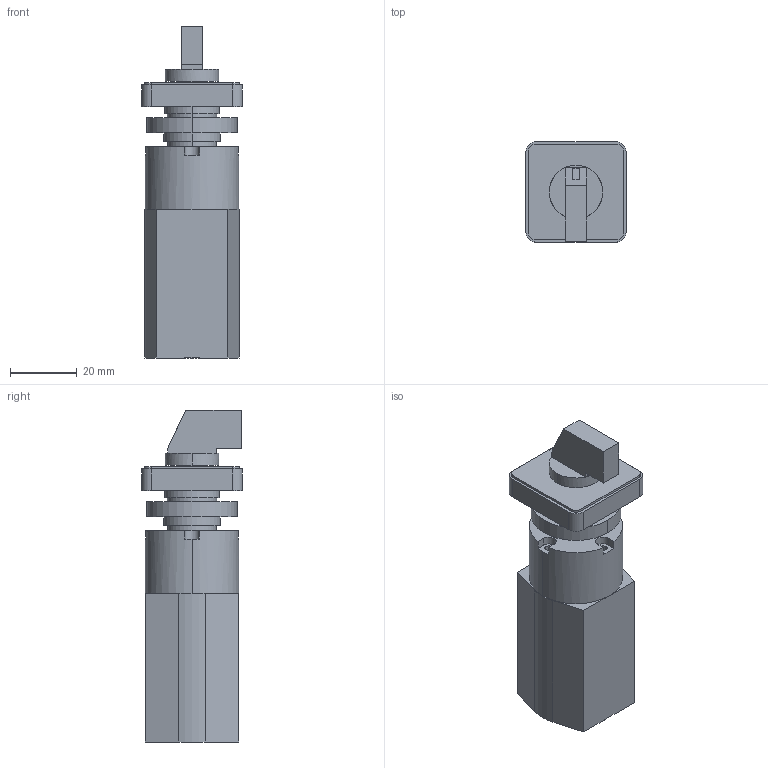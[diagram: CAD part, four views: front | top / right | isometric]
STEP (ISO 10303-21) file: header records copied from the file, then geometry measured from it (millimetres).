
FILE_DESCRIPTION((''),'2;1');
FILE_NAME('K10F003UCH-3D_ASM','2021-03-11T11:09:26',('SESA231899'),('Schneider-Electric'),'CREO PARAMETRIC BY PTC INC, 2019471','CREO PARAMETRIC BY PTC INC, 2019471','');
FILE_SCHEMA(('AP242_MANAGED_MODEL_BASED_3D_ENGINEERING_MIM_LF { 1 0 10303 442 1 1 4 }'));
Products named in the file (6): K10F003UCH-3D_PRT0001; K10F003UCH-3D_PRT0002; K10F003UCH-3D_PRT0003; K10F003UCH-3D_PRT0004; K10F003UCH-3D_PRT0005; K10F003UCH-3D_ASM
Assembly tree (5 placements, depth 2):
  K10F003UCH-3D_ASM
    K10F003UCH-3D_PRT0001
    K10F003UCH-3D_PRT0002
    K10F003UCH-3D_PRT0003
    K10F003UCH-3D_PRT0004
    K10F003UCH-3D_PRT0005
Bounding box: 30 x 30 x 99.3 mm (x, y, z)
Volume: 55521.3 mm3; surface area: 15416.5 mm2
Topology: 5 solids, 5 shells, 127 faces, 315 edges, 220 vertices
Faces by surface type: plane 81, cylinder 46
Entity records: 142012 total; most frequent: CARTESIAN_POINT 134494, POLYLINE 2310, DIRECTION 997, ORIENTED_EDGE 610, AXIS2_PLACEMENT_3D 394, EDGE_CURVE 305, VECTOR 209, LINE 209
